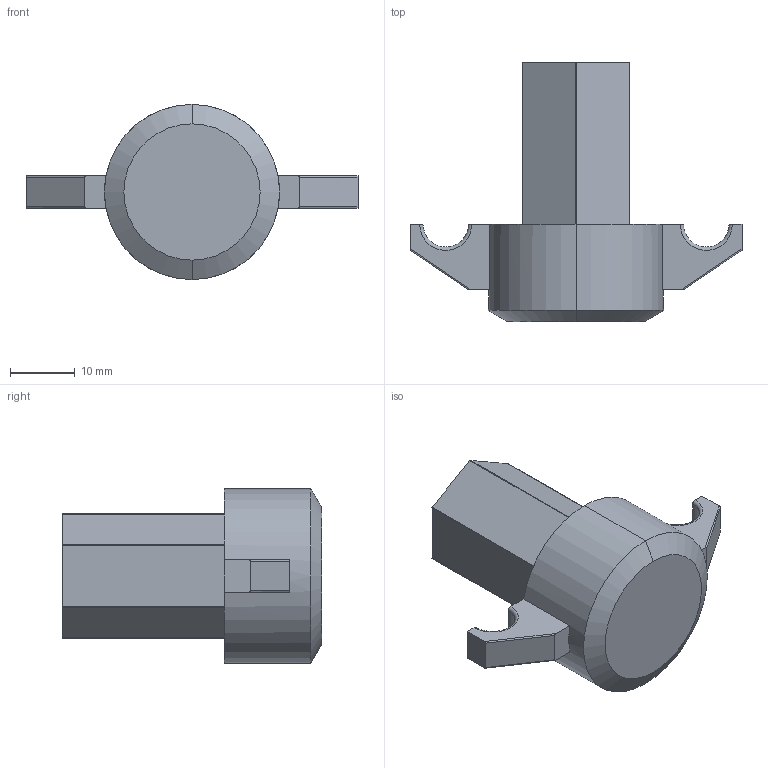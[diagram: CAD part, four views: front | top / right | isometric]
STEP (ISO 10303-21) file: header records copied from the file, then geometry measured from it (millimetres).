
FILE_DESCRIPTION((''),'2;1');
FILE_NAME('VALVE_HEAD','2024-09-16T21:49:02',('weiss'),(''),'CREO PARAMETRIC BY PTC INC, 2022014','CREO PARAMETRIC BY PTC INC, 2022014','');
FILE_SCHEMA(('CONFIG_CONTROL_DESIGN'));
Length unit declared in the file: millimetre
Products named in the file (1): VALVE_HEAD
Bounding box: 51.18 x 40 x 27 mm (x, y, z)
Volume: 14990.6 mm3; surface area: 4295.6 mm2
Topology: 1 solids, 1 shells, 53 faces, 148 edges, 98 vertices
Faces by surface type: plane 39, cylinder 8, torus 4, cone 2
Entity records: 1746 total; most frequent: CARTESIAN_POINT 331, ORIENTED_EDGE 296, DIRECTION 272, EDGE_CURVE 148, VECTOR 114, LINE 114, VERTEX_POINT 98, AXIS2_PLACEMENT_3D 79
